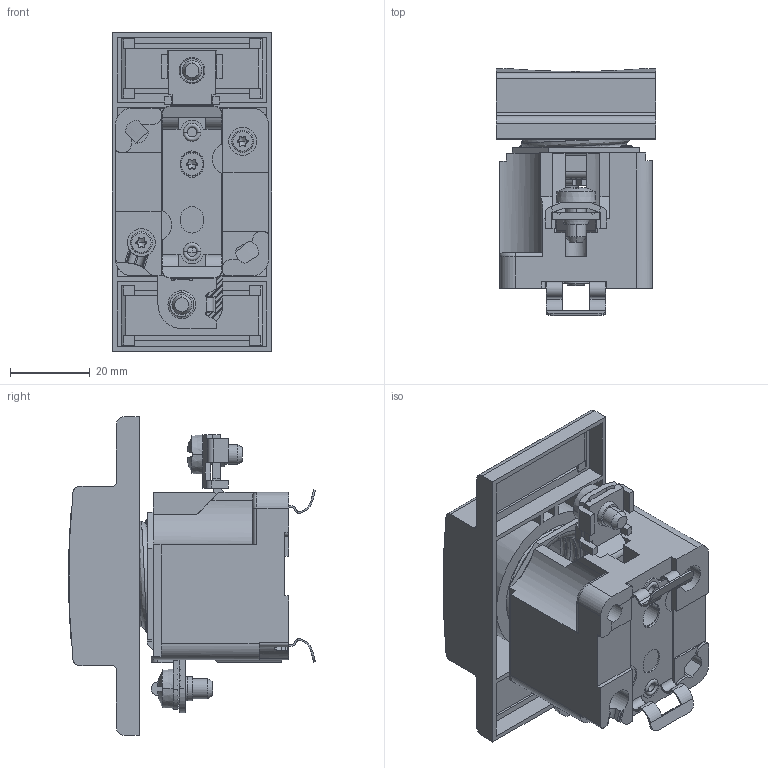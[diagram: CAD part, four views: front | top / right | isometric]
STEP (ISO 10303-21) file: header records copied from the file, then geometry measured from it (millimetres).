
FILE_DESCRIPTION((''),'2;1');
FILE_NAME('EZN_25_1P_ZP_002322016_ASM','2023-09-08T08:45:33',('klemen.sitar'),('Audax d.o.o.'),'CREO PARAMETRIC BY PTC INC, 2021304','CREO PARAMETRIC BY PTC INC, 2021304','');
FILE_SCHEMA(('AP242_MANAGED_MODEL_BASED_3D_ENGINEERING_MIM_LF { 1 0 10303 442 1 1 4 }'));
Length unit declared in the file: millimetre
Products named in the file (12): 0000032230_1; 0000006496_1; 0000006478_1; 0000006502_1; 0000006479_1; 0000020482_1; 0000059961_1; 0000059958_1; 0000044399_1; 0000059944_1; 0000044983_1; EZN_25_1P_ZP_002322016_ASM
Assembly tree (14 placements, depth 2):
  EZN_25_1P_ZP_002322016_ASM
    0000032230_1
    0000006496_1
    0000006478_1
    0000006502_1
    0000006479_1
    0000020482_1  x2
    0000059961_1
    0000059958_1  x2
    0000044399_1
    0000059944_1  x2
    0000044983_1
Bounding box: 40 x 62 x 80 mm (x, y, z)
Volume: 45120.7 mm3; surface area: 36960.2 mm2
Topology: 14 solids, 20 shells, 925 faces, 2630 edges, 1743 vertices
Faces by surface type: plane 567, cylinder 251, cone 50, torus 41, bspline 12, sphere 4
Entity records: 50886 total; most frequent: CARTESIAN_POINT 14236, ORIENTED_EDGE 4726, DIRECTION 4492, PRESENTATION_STYLE_ASSIGNMENT 3241, STYLED_ITEM 3241, CURVE_STYLE 2390, EDGE_CURVE 2375, VERTEX_POINT 1577
